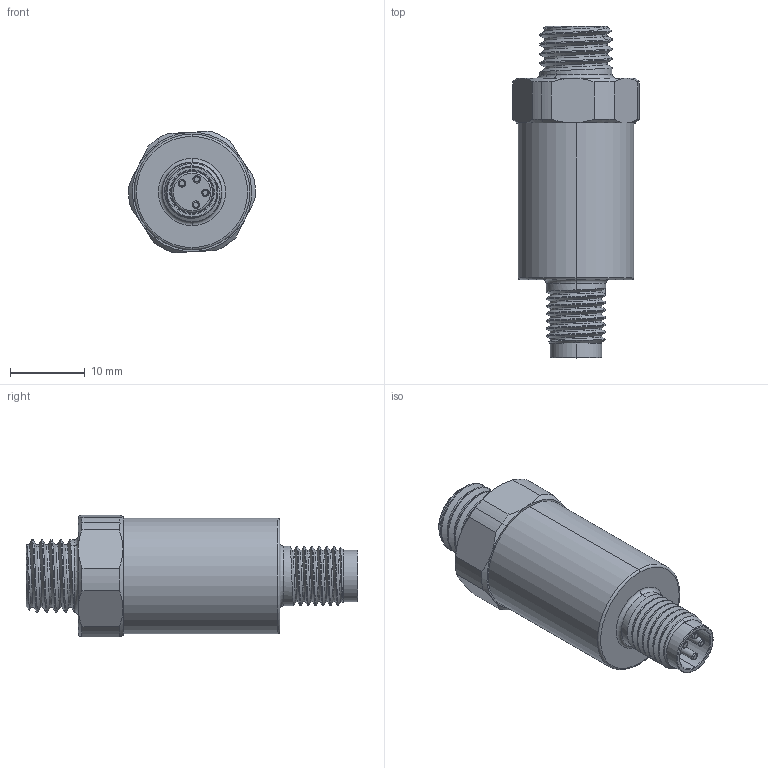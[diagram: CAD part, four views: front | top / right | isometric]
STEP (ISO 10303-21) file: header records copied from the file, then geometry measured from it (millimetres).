
FILE_DESCRIPTION (( 'STEP AP203' ), '1' );
FILE_NAME ('F09-T-M-M8.STEP', '2021-03-11T15:25:15', ( '' ), ( '' ), 'SwSTEP 2.0', 'SolidWorks 2020', '' );
FILE_SCHEMA (( 'CONFIG_CONTROL_DESIGN' ));
Length unit declared in the file: millimetre
Products named in the file (4): 8038628; F09-T-M-M8; 11025980; GEH_F08-M-M8
Assembly tree (3 placements, depth 2):
  F09-T-M-M8
    GEH_F08-M-M8
    8038628
    11025980
Bounding box: 17 x 44.5 x 16.29 mm (x, y, z)
Volume: 3118.9 mm3; surface area: 4753.6 mm2
Topology: 3 solids, 3 shells, 198 faces, 460 edges, 284 vertices
Faces by surface type: cylinder 82, torus 38, plane 31, cone 28, bspline 19
Entity records: 10741 total; most frequent: CARTESIAN_POINT 6123, ORIENTED_EDGE 920, DIRECTION 878, EDGE_CURVE 460, AXIS2_PLACEMENT_3D 381, VERTEX_POINT 284, EDGE_LOOP 218, FACE_OUTER_BOUND 198
